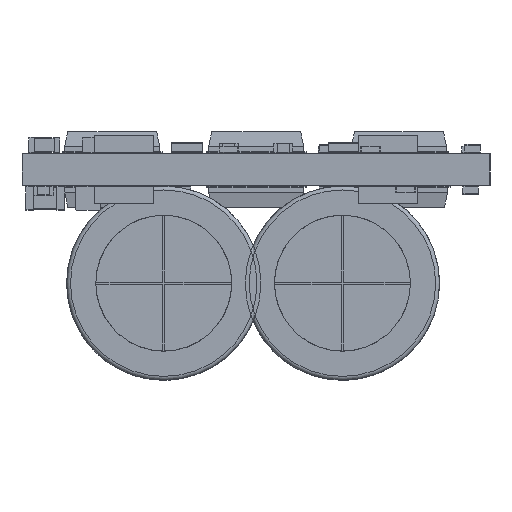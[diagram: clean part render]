
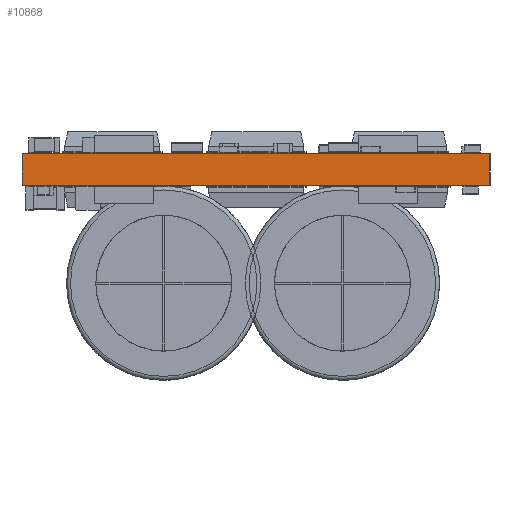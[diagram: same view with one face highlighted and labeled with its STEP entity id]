
A CAD part, left-side view. The second image highlights one B-rep face of the part: STEP entity #10868.
In plain terms, the highlighted planar face has unit normal (-1, 0, 0).
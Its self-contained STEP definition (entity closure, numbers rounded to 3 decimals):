
#10812 = VERTEX_POINT('',#10813);
#10813 = CARTESIAN_POINT('',(-21.9,-25.1,1.606));
#10819 = EDGE_CURVE('',#10820,#10812,#10822,.T.);
#10820 = VERTEX_POINT('',#10821);
#10821 = CARTESIAN_POINT('',(-21.9,-25.1,0.));
#10822 = LINE('',#10823,#10824);
#10823 = CARTESIAN_POINT('',(-21.9,-25.1,0.));
#10824 = VECTOR('',#10825,1.);
#10825 = DIRECTION('',(0.,0.,1.));
#10868 = ADVANCED_FACE('',(#10869),#10894,.T.);
#10869 = FACE_BOUND('',#10870,.T.);
#10870 = EDGE_LOOP('',(#10871,#10872,#10880,#10888));
#10871 = ORIENTED_EDGE('',*,*,#10819,.T.);
#10872 = ORIENTED_EDGE('',*,*,#10873,.T.);
#10873 = EDGE_CURVE('',#10812,#10874,#10876,.T.);
#10874 = VERTEX_POINT('',#10875);
#10875 = CARTESIAN_POINT('',(-21.9,-1.,1.606));
#10876 = LINE('',#10877,#10878);
#10877 = CARTESIAN_POINT('',(-21.9,-25.1,1.606));
#10878 = VECTOR('',#10879,1.);
#10879 = DIRECTION('',(0.,1.,0.));
#10880 = ORIENTED_EDGE('',*,*,#10881,.F.);
#10881 = EDGE_CURVE('',#10882,#10874,#10884,.T.);
#10882 = VERTEX_POINT('',#10883);
#10883 = CARTESIAN_POINT('',(-21.9,-1.,0.));
#10884 = LINE('',#10885,#10886);
#10885 = CARTESIAN_POINT('',(-21.9,-1.,0.));
#10886 = VECTOR('',#10887,1.);
#10887 = DIRECTION('',(0.,0.,1.));
#10888 = ORIENTED_EDGE('',*,*,#10889,.F.);
#10889 = EDGE_CURVE('',#10820,#10882,#10890,.T.);
#10890 = LINE('',#10891,#10892);
#10891 = CARTESIAN_POINT('',(-21.9,-25.1,0.));
#10892 = VECTOR('',#10893,1.);
#10893 = DIRECTION('',(0.,1.,0.));
#10894 = PLANE('',#10895);
#10895 = AXIS2_PLACEMENT_3D('',#10896,#10897,#10898);
#10896 = CARTESIAN_POINT('',(-21.9,-25.1,0.));
#10897 = DIRECTION('',(-1.,0.,0.));
#10898 = DIRECTION('',(0.,1.,0.));
